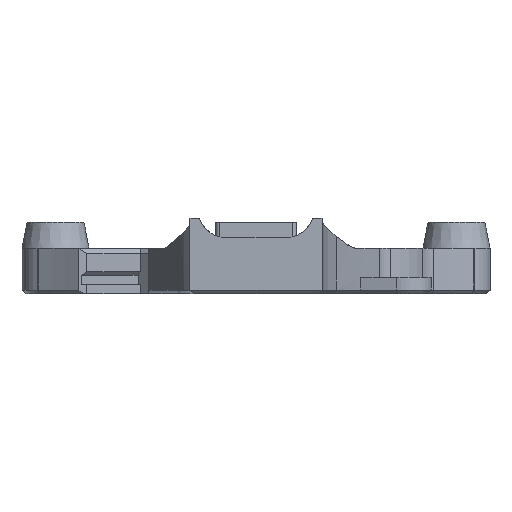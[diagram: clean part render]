
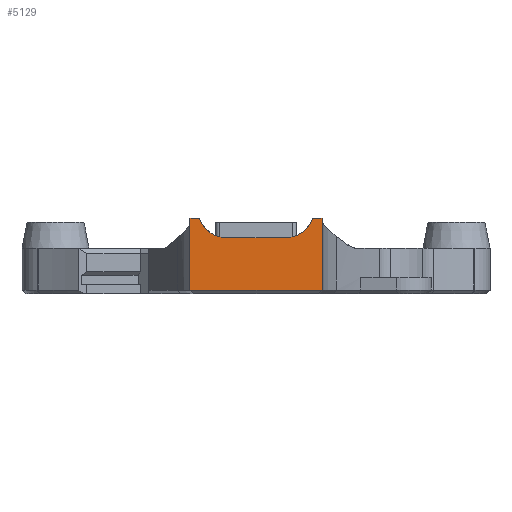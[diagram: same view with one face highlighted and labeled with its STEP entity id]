
A CAD part, front view. The second image highlights one B-rep face of the part: STEP entity #5129.
In plain terms, the highlighted planar face has unit normal (0, -1, 0).
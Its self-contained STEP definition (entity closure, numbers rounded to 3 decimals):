
#219=LINE('',#7695,#684);
#265=LINE('',#7852,#730);
#564=LINE('',#8768,#1029);
#582=LINE('',#8894,#1047);
#583=LINE('',#8897,#1048);
#584=LINE('',#8898,#1049);
#684=VECTOR('',#6048,1000.);
#730=VECTOR('',#6188,1000.);
#1029=VECTOR('',#7129,1000.);
#1047=VECTOR('',#7213,1000.);
#1048=VECTOR('',#7216,1000.);
#1049=VECTOR('',#7217,1000.);
#1200=PLANE('',#5692);
#1472=FACE_OUTER_BOUND('',#1787,.T.);
#1787=EDGE_LOOP('',(#4654,#4655,#4656,#4657,#4658,#4659,#4660,#4661));
#1941=CIRCLE('',#5320,3.131);
#2073=CIRCLE('',#5664,3.131);
#2248=VERTEX_POINT('',#7692);
#2249=VERTEX_POINT('',#7694);
#2283=VERTEX_POINT('',#7803);
#2296=VERTEX_POINT('',#7849);
#2527=VERTEX_POINT('',#8762);
#2529=VERTEX_POINT('',#8766);
#2545=VERTEX_POINT('',#8892);
#2546=VERTEX_POINT('',#8896);
#2728=EDGE_CURVE('',#2249,#2248,#219,.T.);
#2776=EDGE_CURVE('',#2248,#2283,#1941,.T.);
#2800=EDGE_CURVE('',#2283,#2296,#265,.T.);
#3229=EDGE_CURVE('',#2527,#2529,#564,.T.);
#3235=EDGE_CURVE('',#2249,#2529,#2073,.T.);
#3268=EDGE_CURVE('',#2527,#2545,#582,.T.);
#3269=EDGE_CURVE('',#2545,#2546,#583,.T.);
#3270=EDGE_CURVE('',#2296,#2546,#584,.T.);
#4654=ORIENTED_EDGE('',*,*,#3269,.F.);
#4655=ORIENTED_EDGE('',*,*,#3268,.F.);
#4656=ORIENTED_EDGE('',*,*,#3229,.T.);
#4657=ORIENTED_EDGE('',*,*,#3235,.F.);
#4658=ORIENTED_EDGE('',*,*,#2728,.T.);
#4659=ORIENTED_EDGE('',*,*,#2776,.T.);
#4660=ORIENTED_EDGE('',*,*,#2800,.T.);
#4661=ORIENTED_EDGE('',*,*,#3270,.T.);
#5129=ADVANCED_FACE('',(#1472),#1200,.T.);
#5320=AXIS2_PLACEMENT_3D('',#7805,#6137,#6138);
#5664=AXIS2_PLACEMENT_3D('',#8794,#7144,#7145);
#5692=AXIS2_PLACEMENT_3D('',#8895,#7214,#7215);
#6048=DIRECTION('',(-1.,0.,0.));
#6137=DIRECTION('center_axis',(0.,1.,0.));
#6138=DIRECTION('ref_axis',(0.958,0.,-0.286));
#6188=DIRECTION('',(-1.,0.,0.));
#7129=DIRECTION('',(-1.,0.,0.));
#7144=DIRECTION('center_axis',(0.,-1.,0.));
#7145=DIRECTION('ref_axis',(-0.958,0.,-0.286));
#7213=DIRECTION('',(0.,0.,-1.));
#7214=DIRECTION('center_axis',(0.,-1.,0.));
#7215=DIRECTION('ref_axis',(-1.,0.,0.));
#7216=DIRECTION('',(-1.,0.,0.));
#7217=DIRECTION('',(0.,0.,-1.));
#7692=CARTESIAN_POINT('',(-4.724,-39.559,6.129));
#7694=CARTESIAN_POINT('',(1.72,-39.559,6.129));
#7695=CARTESIAN_POINT('',(-4.281,-39.559,6.129));
#7803=CARTESIAN_POINT('',(-7.691,-39.559,8.264));
#7805=CARTESIAN_POINT('Origin',(-4.723,-39.559,9.26));
#7849=CARTESIAN_POINT('',(-8.723,-39.559,8.264));
#7852=CARTESIAN_POINT('',(-0.282,-39.559,8.264));
#8762=CARTESIAN_POINT('',(5.718,-39.559,8.264));
#8766=CARTESIAN_POINT('',(4.686,-39.559,8.264));
#8768=CARTESIAN_POINT('',(3.287,-39.559,8.264));
#8794=CARTESIAN_POINT('Origin',(1.718,-39.559,9.26));
#8892=CARTESIAN_POINT('',(5.718,-39.559,0.4));
#8894=CARTESIAN_POINT('',(5.718,-39.559,2.5));
#8895=CARTESIAN_POINT('Origin',(-0.282,-39.559,2.5));
#8896=CARTESIAN_POINT('',(-8.723,-39.559,0.4));
#8897=CARTESIAN_POINT('',(0.111,-39.559,0.4));
#8898=CARTESIAN_POINT('',(-8.723,-39.559,2.5));
